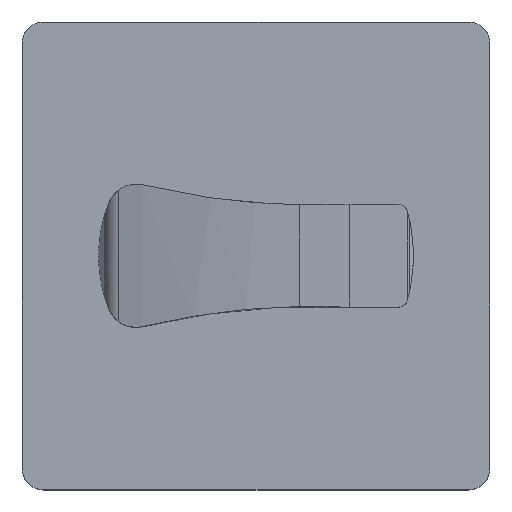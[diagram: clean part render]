
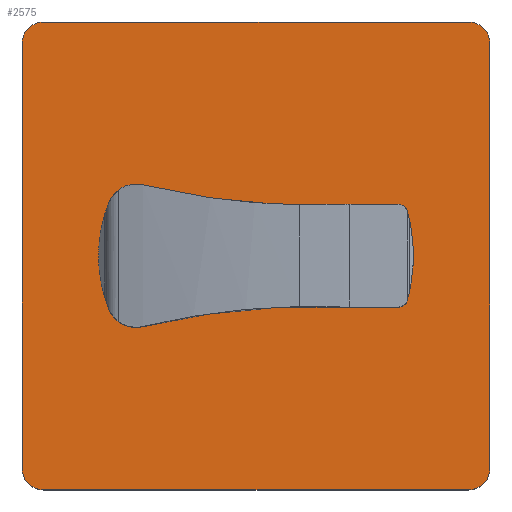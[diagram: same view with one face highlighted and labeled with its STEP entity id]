
A CAD part, top view. The second image highlights one B-rep face of the part: STEP entity #2575.
In plain terms, the highlighted planar face has unit normal (0, 0, 1).
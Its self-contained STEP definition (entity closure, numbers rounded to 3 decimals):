
#2500=CARTESIAN_POINT('',(0.,0.,12.));
#2501=DIRECTION('',(0.0,0.0,1.0));
#2502=DIRECTION('',(1.0,0.0,0.0));
#2503=AXIS2_PLACEMENT_3D('',#2500,#2501,#2502);
#2504=PLANE('',#2503);
#2505=CARTESIAN_POINT('',(32.5,29.5,12.));
#2506=VERTEX_POINT('',#2505);
#2507=CARTESIAN_POINT('',(32.5,-29.5,12.));
#2508=VERTEX_POINT('',#2507);
#2509=CARTESIAN_POINT('',(32.5,29.5,12.0));
#2510=DIRECTION('',(0.0,-1.0,0.0));
#2511=VECTOR('',#2510,59.);
#2512=LINE('',#2509,#2511);
#2513=EDGE_CURVE('',#2506,#2508,#2512,.T.);
#2514=ORIENTED_EDGE('',*,*,#2513,.F.);
#2515=CARTESIAN_POINT('',(29.5,32.5,12.));
#2516=VERTEX_POINT('',#2515);
#2517=CARTESIAN_POINT('',(29.5,29.5,12.0));
#2518=DIRECTION('',(0.0,0.0,-1.0));
#2519=DIRECTION('',(0.707,0.707,0.0));
#2520=AXIS2_PLACEMENT_3D('',#2517,#2518,#2519);
#2521=CIRCLE('',#2520,3.);
#2522=EDGE_CURVE('',#2516,#2506,#2521,.T.);
#2523=ORIENTED_EDGE('',*,*,#2522,.F.);
#2524=CARTESIAN_POINT('',(-29.5,32.5,12.));
#2525=VERTEX_POINT('',#2524);
#2526=CARTESIAN_POINT('',(-29.5,32.5,12.0));
#2527=DIRECTION('',(1.0,0.0,0.0));
#2528=VECTOR('',#2527,58.999);
#2529=LINE('',#2526,#2528);
#2530=EDGE_CURVE('',#2525,#2516,#2529,.T.);
#2531=ORIENTED_EDGE('',*,*,#2530,.F.);
#2532=CARTESIAN_POINT('',(-32.5,29.5,12.));
#2533=VERTEX_POINT('',#2532);
#2534=CARTESIAN_POINT('',(-29.5,29.5,12.0));
#2535=DIRECTION('',(0.0,0.0,-1.0));
#2536=DIRECTION('',(-0.707,0.707,0.0));
#2537=AXIS2_PLACEMENT_3D('',#2534,#2535,#2536);
#2538=CIRCLE('',#2537,3.);
#2539=EDGE_CURVE('',#2533,#2525,#2538,.T.);
#2540=ORIENTED_EDGE('',*,*,#2539,.F.);
#2541=CARTESIAN_POINT('',(-32.5,-29.501,12.));
#2542=VERTEX_POINT('',#2541);
#2543=CARTESIAN_POINT('',(-32.5,-29.501,12.0));
#2544=DIRECTION('',(0.0,1.0,0.0));
#2545=VECTOR('',#2544,59.001);
#2546=LINE('',#2543,#2545);
#2547=EDGE_CURVE('',#2542,#2533,#2546,.T.);
#2548=ORIENTED_EDGE('',*,*,#2547,.F.);
#2549=CARTESIAN_POINT('',(-29.5,-32.5,12.));
#2550=VERTEX_POINT('',#2549);
#2551=CARTESIAN_POINT('',(-29.5,-29.5,12.0));
#2552=DIRECTION('',(0.0,0.0,-1.0));
#2553=DIRECTION('',(-0.707,-0.707,0.0));
#2554=AXIS2_PLACEMENT_3D('',#2551,#2552,#2553);
#2555=CIRCLE('',#2554,3.);
#2556=EDGE_CURVE('',#2550,#2542,#2555,.T.);
#2557=ORIENTED_EDGE('',*,*,#2556,.F.);
#2558=CARTESIAN_POINT('',(29.5,-32.5,12.));
#2559=VERTEX_POINT('',#2558);
#2560=CARTESIAN_POINT('',(29.5,-32.5,12.0));
#2561=DIRECTION('',(-1.0,0.0,0.0));
#2562=VECTOR('',#2561,59.);
#2563=LINE('',#2560,#2562);
#2564=EDGE_CURVE('',#2559,#2550,#2563,.T.);
#2565=ORIENTED_EDGE('',*,*,#2564,.F.);
#2566=CARTESIAN_POINT('',(29.5,-29.5,12.0));
#2567=DIRECTION('',(0.0,0.0,-1.0));
#2568=DIRECTION('',(0.707,-0.707,0.0));
#2569=AXIS2_PLACEMENT_3D('',#2566,#2567,#2568);
#2570=CIRCLE('',#2569,3.);
#2571=EDGE_CURVE('',#2508,#2559,#2570,.T.);
#2572=ORIENTED_EDGE('',*,*,#2571,.F.);
#2573=EDGE_LOOP('',(#2514,#2523,#2531,#2540,#2548,#2557,#2565,#2572));
#2574=FACE_OUTER_BOUND('',#2573,.T.);
#2575=ADVANCED_FACE('',(#2574),#2504,.T.);
